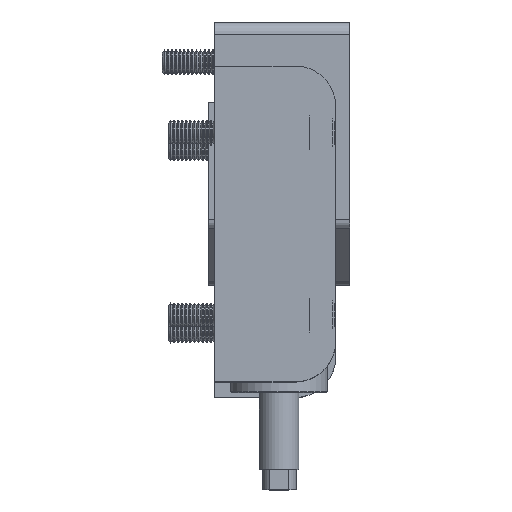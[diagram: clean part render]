
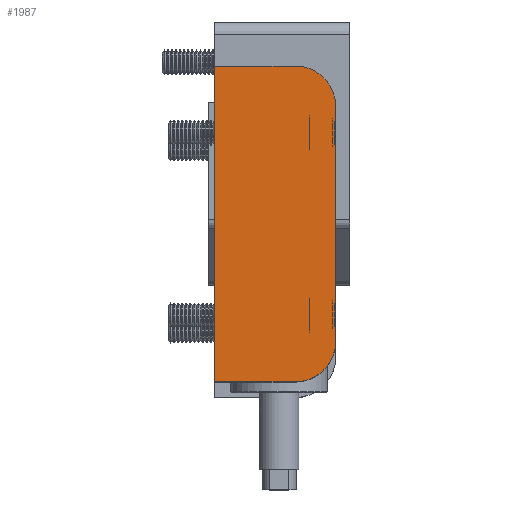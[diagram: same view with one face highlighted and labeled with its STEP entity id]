
A CAD part, top view. The second image highlights one B-rep face of the part: STEP entity #1987.
In plain terms, the highlighted planar face has unit normal (0, 0, 1).
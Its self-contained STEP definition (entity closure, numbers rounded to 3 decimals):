
#567 = DIRECTION ( 'NONE',  ( 1., 0., 0. ) ) ;
#593 = CARTESIAN_POINT ( 'NONE',  ( -39., -15., 35. ) ) ;
#677 = EDGE_CURVE ( 'NONE', #8765, #9883, #5346, .T. ) ;
#787 = AXIS2_PLACEMENT_3D ( 'NONE', #7964, #8122, #4844 ) ;
#1003 = CARTESIAN_POINT ( 'NONE',  ( -39., -15., 35. ) ) ;
#1630 = CIRCLE ( 'NONE', #3622, 10. ) ;
#1941 = EDGE_CURVE ( 'NONE', #3327, #6029, #1630, .T. ) ;
#1987 = ADVANCED_FACE ( 'NONE', ( #4025 ), #3971, .F. ) ;
#2104 = DIRECTION ( 'NONE',  ( -1., 0., 0. ) ) ;
#2130 = CARTESIAN_POINT ( 'NONE',  ( -29., 5., 35. ) ) ;
#2143 = CARTESIAN_POINT ( 'NONE',  ( -39., 5., 35. ) ) ;
#2189 = LINE ( 'NONE', #9919, #3000 ) ;
#2190 = VECTOR ( 'NONE', #567, 1000. ) ;
#2211 = VERTEX_POINT ( 'NONE', #2143 ) ;
#2417 = DIRECTION ( 'NONE',  ( 0., -1., 0. ) ) ;
#2786 = CIRCLE ( 'NONE', #3925, 10. ) ;
#3000 = VECTOR ( 'NONE', #8373, 1000. ) ;
#3289 = ORIENTED_EDGE ( 'NONE', *, *, #8518, .T. ) ;
#3327 = VERTEX_POINT ( 'NONE', #3516 ) ;
#3516 = CARTESIAN_POINT ( 'NONE',  ( 39., 5., 35. ) ) ;
#3622 = AXIS2_PLACEMENT_3D ( 'NONE', #7186, #9466, #4180 ) ;
#3925 = AXIS2_PLACEMENT_3D ( 'NONE', #2130, #10018, #6227 ) ;
#3971 = PLANE ( 'NONE',  #787 ) ;
#4025 = FACE_OUTER_BOUND ( 'NONE', #7174, .T. ) ;
#4180 = DIRECTION ( 'NONE',  ( -1., 0., 0. ) ) ;
#4257 = CARTESIAN_POINT ( 'NONE',  ( -39., 15., 35. ) ) ;
#4762 = ORIENTED_EDGE ( 'NONE', *, *, #677, .T. ) ;
#4844 = DIRECTION ( 'NONE',  ( -1., 0., 0. ) ) ;
#5034 = CARTESIAN_POINT ( 'NONE',  ( 39., -15., 35. ) ) ;
#5346 = LINE ( 'NONE', #8563, #2190 ) ;
#5511 = EDGE_CURVE ( 'NONE', #9883, #3327, #2189, .T. ) ;
#5719 = LINE ( 'NONE', #1003, #8156 ) ;
#5799 = LINE ( 'NONE', #4257, #6391 ) ;
#5949 = CARTESIAN_POINT ( 'NONE',  ( -29., 15., 35. ) ) ;
#6029 = VERTEX_POINT ( 'NONE', #9322 ) ;
#6091 = ORIENTED_EDGE ( 'NONE', *, *, #7503, .T. ) ;
#6227 = DIRECTION ( 'NONE',  ( -1., 0., 0. ) ) ;
#6391 = VECTOR ( 'NONE', #2104, 1000. ) ;
#7174 = EDGE_LOOP ( 'NONE', ( #6091, #3289, #9915, #4762, #8461, #7448 ) ) ;
#7186 = CARTESIAN_POINT ( 'NONE',  ( 29., 5., 35. ) ) ;
#7448 = ORIENTED_EDGE ( 'NONE', *, *, #1941, .T. ) ;
#7503 = EDGE_CURVE ( 'NONE', #6029, #10246, #5799, .T. ) ;
#7964 = CARTESIAN_POINT ( 'NONE',  ( 0., 0., 35. ) ) ;
#8122 = DIRECTION ( 'NONE',  ( 0., 0., -1. ) ) ;
#8156 = VECTOR ( 'NONE', #2417, 1000. ) ;
#8373 = DIRECTION ( 'NONE',  ( 0., 1., 0. ) ) ;
#8461 = ORIENTED_EDGE ( 'NONE', *, *, #5511, .T. ) ;
#8518 = EDGE_CURVE ( 'NONE', #10246, #2211, #2786, .T. ) ;
#8563 = CARTESIAN_POINT ( 'NONE',  ( -39., -15., 35. ) ) ;
#8765 = VERTEX_POINT ( 'NONE', #593 ) ;
#9322 = CARTESIAN_POINT ( 'NONE',  ( 29., 15., 35. ) ) ;
#9466 = DIRECTION ( 'NONE',  ( 0., 0., 1. ) ) ;
#9866 = EDGE_CURVE ( 'NONE', #2211, #8765, #5719, .T. ) ;
#9883 = VERTEX_POINT ( 'NONE', #5034 ) ;
#9915 = ORIENTED_EDGE ( 'NONE', *, *, #9866, .T. ) ;
#9919 = CARTESIAN_POINT ( 'NONE',  ( 39., -15., 35. ) ) ;
#10018 = DIRECTION ( 'NONE',  ( 0., 0., 1. ) ) ;
#10246 = VERTEX_POINT ( 'NONE', #5949 ) ;
